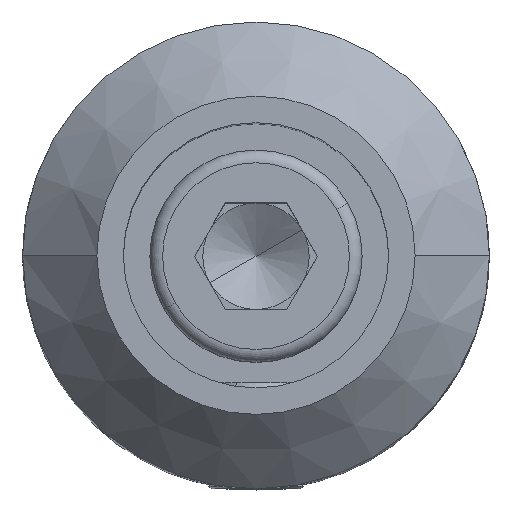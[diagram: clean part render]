
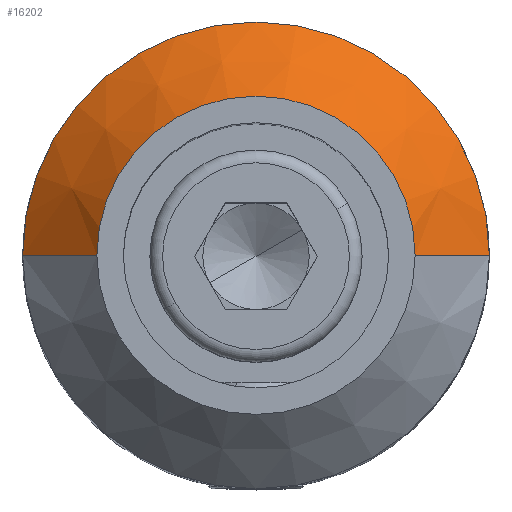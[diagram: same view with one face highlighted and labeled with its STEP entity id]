
A CAD part, top view. The second image highlights one B-rep face of the part: STEP entity #16202.
In plain terms, the highlighted conical face has half-angle 45 degrees and reference radius 11 mm.
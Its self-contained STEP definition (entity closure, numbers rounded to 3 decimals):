
#428 = AXIS2_PLACEMENT_3D ( 'NONE', #14645, #2308, #7495 ) ;
#572 = CONICAL_SURFACE ( 'NONE', #428, 11., 0.785 ) ;
#1108 = DIRECTION ( 'NONE',  ( 0., 0., -1. ) ) ;
#1995 = CARTESIAN_POINT ( 'NONE',  ( 11., 0., 31.5 ) ) ;
#2116 = ORIENTED_EDGE ( 'NONE', *, *, #22519, .F. ) ;
#2235 = DIRECTION ( 'NONE',  ( -0.707, 0., -0.707 ) ) ;
#2308 = DIRECTION ( 'NONE',  ( 0., 0., -1. ) ) ;
#2354 = CARTESIAN_POINT ( 'NONE',  ( 7.5, 0., 35. ) ) ;
#3140 = DIRECTION ( 'NONE',  ( 0., 0., 1. ) ) ;
#3466 = VERTEX_POINT ( 'NONE', #17704 ) ;
#3685 = EDGE_CURVE ( 'NONE', #9040, #10800, #16348, .T. ) ;
#4364 = AXIS2_PLACEMENT_3D ( 'NONE', #9982, #3140, #11960 ) ;
#4508 = CIRCLE ( 'NONE', #19761, 11. ) ;
#4846 = CARTESIAN_POINT ( 'NONE',  ( 0., 0., 31.5 ) ) ;
#5133 = LINE ( 'NONE', #1995, #22023 ) ;
#5162 = EDGE_CURVE ( 'NONE', #9040, #10155, #5133, .T. ) ;
#6840 = LINE ( 'NONE', #14266, #18290 ) ;
#7495 = DIRECTION ( 'NONE',  ( -1., 0., 0. ) ) ;
#7671 = FACE_OUTER_BOUND ( 'NONE', #11489, .T. ) ;
#7909 = ORIENTED_EDGE ( 'NONE', *, *, #3685, .F. ) ;
#9040 = VERTEX_POINT ( 'NONE', #2354 ) ;
#9233 = ORIENTED_EDGE ( 'NONE', *, *, #14304, .F. ) ;
#9982 = CARTESIAN_POINT ( 'NONE',  ( 0., 0., 35. ) ) ;
#10155 = VERTEX_POINT ( 'NONE', #17996 ) ;
#10800 = VERTEX_POINT ( 'NONE', #14053 ) ;
#11489 = EDGE_LOOP ( 'NONE', ( #7909, #17412, #2116, #9233 ) ) ;
#11960 = DIRECTION ( 'NONE',  ( 1., 0., 0. ) ) ;
#14053 = CARTESIAN_POINT ( 'NONE',  ( -7.5, 0., 35. ) ) ;
#14266 = CARTESIAN_POINT ( 'NONE',  ( -11., 0., 31.5 ) ) ;
#14304 = EDGE_CURVE ( 'NONE', #10800, #3466, #6840, .T. ) ;
#14645 = CARTESIAN_POINT ( 'NONE',  ( 0., 0., 31.5 ) ) ;
#16202 = ADVANCED_FACE ( 'NONE', ( #7671 ), #572, .T. ) ;
#16348 = CIRCLE ( 'NONE', #4364, 7.5 ) ;
#17412 = ORIENTED_EDGE ( 'NONE', *, *, #5162, .T. ) ;
#17704 = CARTESIAN_POINT ( 'NONE',  ( -11., 0., 31.5 ) ) ;
#17996 = CARTESIAN_POINT ( 'NONE',  ( 11., 0., 31.5 ) ) ;
#18290 = VECTOR ( 'NONE', #2235, 1000. ) ;
#18487 = DIRECTION ( 'NONE',  ( 1., 0., 0. ) ) ;
#19161 = DIRECTION ( 'NONE',  ( 0.707, 0., -0.707 ) ) ;
#19761 = AXIS2_PLACEMENT_3D ( 'NONE', #4846, #1108, #18487 ) ;
#22023 = VECTOR ( 'NONE', #19161, 1000. ) ;
#22519 = EDGE_CURVE ( 'NONE', #3466, #10155, #4508, .T. ) ;
